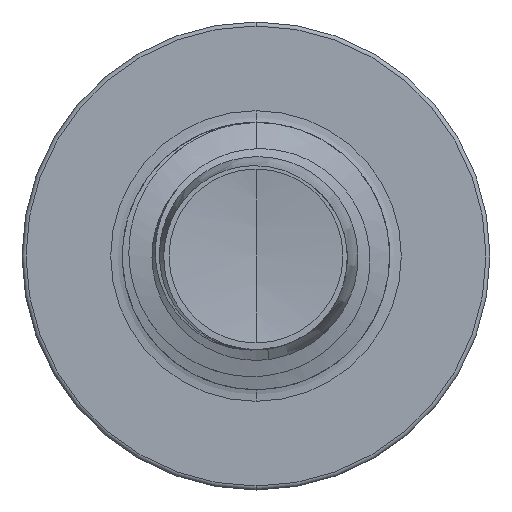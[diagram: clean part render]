
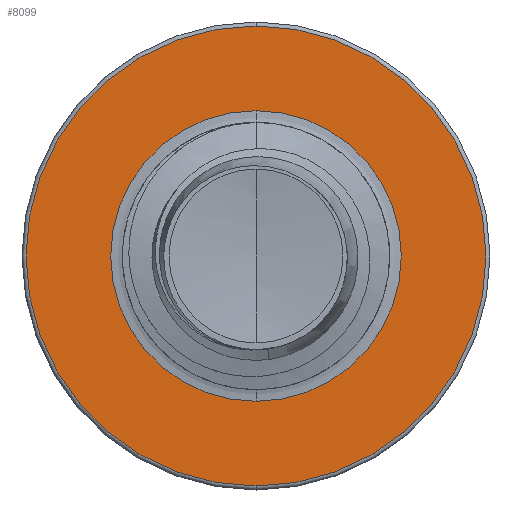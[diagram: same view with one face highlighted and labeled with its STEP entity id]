
A CAD part, front view. The second image highlights one B-rep face of the part: STEP entity #8099.
In plain terms, the highlighted planar face has unit normal (0, -1, 0).
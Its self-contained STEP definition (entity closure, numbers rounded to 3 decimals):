
#341 = DIRECTION ( 'NONE',  ( 0., 0., 1. ) ) ;
#838 = DIRECTION ( 'NONE',  ( 0., 0., 1. ) ) ;
#1100 = CARTESIAN_POINT ( 'NONE',  ( 0., 8., -2.174 ) ) ;
#1481 = EDGE_CURVE ( 'NONE', #8924, #3613, #7463, .T. ) ;
#1488 = ORIENTED_EDGE ( 'NONE', *, *, #19763, .T. ) ;
#2168 = CARTESIAN_POINT ( 'NONE',  ( 0., 8., 0. ) ) ;
#3435 = CARTESIAN_POINT ( 'NONE',  ( 0., 8., 0. ) ) ;
#3613 = VERTEX_POINT ( 'NONE', #15403 ) ;
#3831 = CARTESIAN_POINT ( 'NONE',  ( 0., 8., 0. ) ) ;
#3992 = DIRECTION ( 'NONE',  ( 0., 0., 1. ) ) ;
#4315 = AXIS2_PLACEMENT_3D ( 'NONE', #3831, #16509, #5624 ) ;
#5232 = DIRECTION ( 'NONE',  ( 0., 0., 1. ) ) ;
#5243 = EDGE_LOOP ( 'NONE', ( #22244, #19635 ) ) ;
#5624 = DIRECTION ( 'NONE',  ( 0., 0., 1. ) ) ;
#5806 = VERTEX_POINT ( 'NONE', #16204 ) ;
#5930 = EDGE_LOOP ( 'NONE', ( #19236, #1488 ) ) ;
#6671 = CIRCLE ( 'NONE', #7522, 2.174 ) ;
#7463 = CIRCLE ( 'NONE', #4315, 3.44 ) ;
#7522 = AXIS2_PLACEMENT_3D ( 'NONE', #2168, #14798, #3992 ) ;
#8099 = ADVANCED_FACE ( 'NONE', ( #14057, #10943 ), #17021, .F. ) ;
#8924 = VERTEX_POINT ( 'NONE', #21104 ) ;
#10269 = EDGE_CURVE ( 'NONE', #3613, #8924, #22393, .T. ) ;
#10682 = EDGE_CURVE ( 'NONE', #5806, #18474, #6671, .T. ) ;
#10943 = FACE_BOUND ( 'NONE', #5930, .T. ) ;
#11121 = DIRECTION ( 'NONE',  ( 0., 1., 0. ) ) ;
#11612 = DIRECTION ( 'NONE',  ( 0., 1., 0. ) ) ;
#14057 = FACE_OUTER_BOUND ( 'NONE', #5243, .T. ) ;
#14553 = CIRCLE ( 'NONE', #22446, 2.174 ) ;
#14798 = DIRECTION ( 'NONE',  ( 0., 1., 0. ) ) ;
#15403 = CARTESIAN_POINT ( 'NONE',  ( 0., 8., 3.44 ) ) ;
#16098 = DIRECTION ( 'NONE',  ( 0., 1., 0. ) ) ;
#16204 = CARTESIAN_POINT ( 'NONE',  ( 0., 8., 2.174 ) ) ;
#16509 = DIRECTION ( 'NONE',  ( 0., 1., 0. ) ) ;
#17021 = PLANE ( 'NONE',  #18690 ) ;
#18474 = VERTEX_POINT ( 'NONE', #1100 ) ;
#18690 = AXIS2_PLACEMENT_3D ( 'NONE', #22600, #11612, #838 ) ;
#19236 = ORIENTED_EDGE ( 'NONE', *, *, #10682, .T. ) ;
#19635 = ORIENTED_EDGE ( 'NONE', *, *, #1481, .F. ) ;
#19763 = EDGE_CURVE ( 'NONE', #18474, #5806, #14553, .T. ) ;
#21104 = CARTESIAN_POINT ( 'NONE',  ( 0., 8., -3.44 ) ) ;
#22109 = CARTESIAN_POINT ( 'NONE',  ( 0., 8., 0. ) ) ;
#22244 = ORIENTED_EDGE ( 'NONE', *, *, #10269, .F. ) ;
#22393 = CIRCLE ( 'NONE', #22648, 3.44 ) ;
#22446 = AXIS2_PLACEMENT_3D ( 'NONE', #22109, #11121, #341 ) ;
#22600 = CARTESIAN_POINT ( 'NONE',  ( 0., 8., -2.174 ) ) ;
#22648 = AXIS2_PLACEMENT_3D ( 'NONE', #3435, #16098, #5232 ) ;
